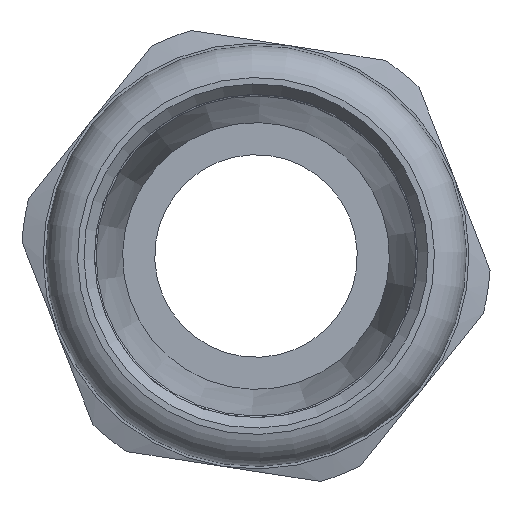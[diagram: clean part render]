
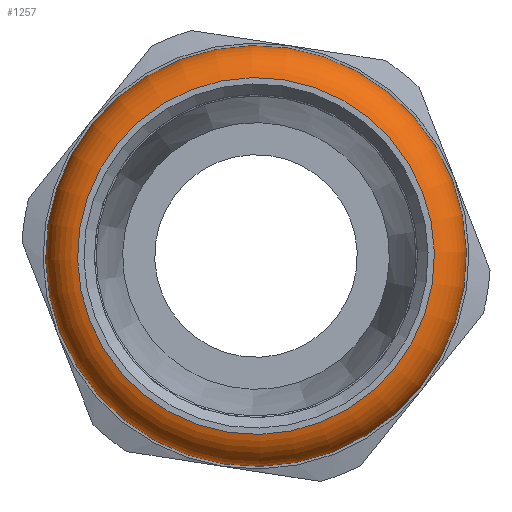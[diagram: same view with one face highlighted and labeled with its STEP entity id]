
A CAD part, left-side view. The second image highlights one B-rep face of the part: STEP entity #1257.
In plain terms, the highlighted toroidal (fillet/blend) face has major radius 19.909 mm and minor radius 4.795 mm.
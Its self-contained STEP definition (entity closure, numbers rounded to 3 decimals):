
#43=TOROIDAL_SURFACE('',#1430,19.909,4.796);
#214=FACE_BOUND('',#406,.T.);
#307=FACE_OUTER_BOUND('',#405,.T.);
#405=EDGE_LOOP('',(#1019));
#406=EDGE_LOOP('',(#1020));
#524=CIRCLE('',#1429,20.944);
#525=CIRCLE('',#1431,24.695);
#624=VERTEX_POINT('',#4128);
#625=VERTEX_POINT('',#4131);
#772=EDGE_CURVE('',#624,#624,#524,.T.);
#773=EDGE_CURVE('',#625,#625,#525,.T.);
#1019=ORIENTED_EDGE('',*,*,#772,.T.);
#1020=ORIENTED_EDGE('',*,*,#773,.F.);
#1257=ADVANCED_FACE('',(#307,#214),#43,.T.);
#1429=AXIS2_PLACEMENT_3D('',#4129,#1689,#1690);
#1430=AXIS2_PLACEMENT_3D('',#4130,#1691,#1692);
#1431=AXIS2_PLACEMENT_3D('',#4132,#1693,#1694);
#1689=DIRECTION('center_axis',(1.,0.,0.));
#1690=DIRECTION('ref_axis',(0.,0.,-1.));
#1691=DIRECTION('center_axis',(1.,0.,0.));
#1692=DIRECTION('ref_axis',(0.,0.,-1.));
#1693=DIRECTION('center_axis',(1.,0.,0.));
#1694=DIRECTION('ref_axis',(0.,0.,-1.));
#4128=CARTESIAN_POINT('',(-26.43,20.944,0.));
#4129=CARTESIAN_POINT('Origin',(-26.43,0.,0.));
#4130=CARTESIAN_POINT('Origin',(-21.747,0.,0.));
#4131=CARTESIAN_POINT('',(-21.44,24.695,0.));
#4132=CARTESIAN_POINT('Origin',(-21.44,0.,0.));
